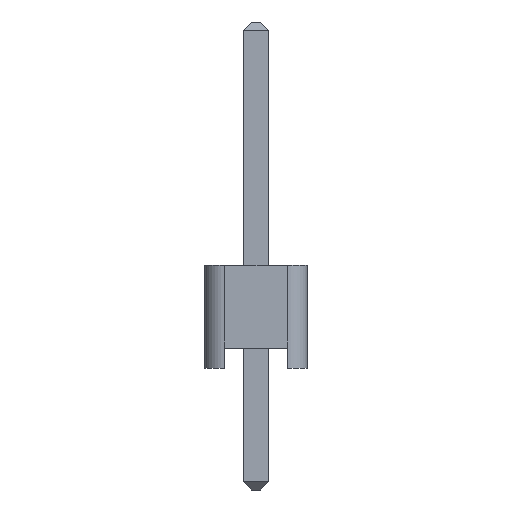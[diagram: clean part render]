
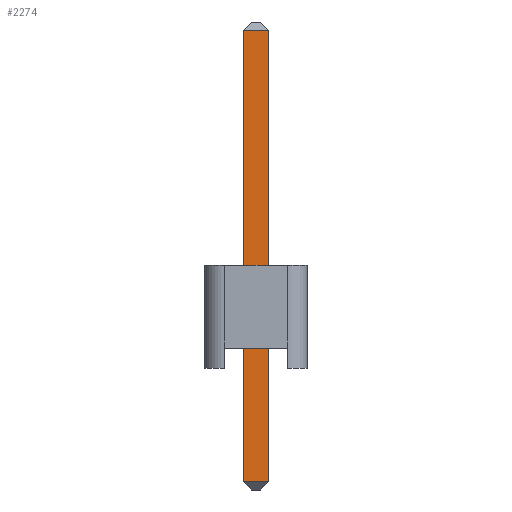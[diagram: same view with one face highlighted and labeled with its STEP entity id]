
A CAD part, left-side view. The second image highlights one B-rep face of the part: STEP entity #2274.
In plain terms, the highlighted planar face has unit normal (-1, 0, 0).
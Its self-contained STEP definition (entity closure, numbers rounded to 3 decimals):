
#2158 = EDGE_CURVE('',#2159,#2161,#2163,.T.);
#2159 = VERTEX_POINT('',#2160);
#2160 = CARTESIAN_POINT('',(-0.32,0.32,0.2));
#2161 = VERTEX_POINT('',#2162);
#2162 = CARTESIAN_POINT('',(-0.32,0.32,11.34));
#2163 = SURFACE_CURVE('',#2164,(#2168,#2180),.PCURVE_S1.);
#2164 = LINE('',#2165,#2166);
#2165 = CARTESIAN_POINT('',(-0.32,0.32,0.));
#2166 = VECTOR('',#2167,1.);
#2167 = DIRECTION('',(0.,0.,1.));
#2168 = PCURVE('',#2169,#2174);
#2169 = PLANE('',#2170);
#2170 = AXIS2_PLACEMENT_3D('',#2171,#2172,#2173);
#2171 = CARTESIAN_POINT('',(-0.32,0.32,0.));
#2172 = DIRECTION('',(0.,1.,0.));
#2173 = DIRECTION('',(1.,0.,0.));
#2174 = DEFINITIONAL_REPRESENTATION('',(#2175),#2179);
#2175 = LINE('',#2176,#2177);
#2176 = CARTESIAN_POINT('',(0.,0.));
#2177 = VECTOR('',#2178,1.);
#2178 = DIRECTION('',(0.,-1.));
#2179 = ( GEOMETRIC_REPRESENTATION_CONTEXT(2) 
PARAMETRIC_REPRESENTATION_CONTEXT() REPRESENTATION_CONTEXT('2D SPACE',''
  ) );
#2180 = PCURVE('',#2181,#2186);
#2181 = PLANE('',#2182);
#2182 = AXIS2_PLACEMENT_3D('',#2183,#2184,#2185);
#2183 = CARTESIAN_POINT('',(-0.32,-0.32,0.));
#2184 = DIRECTION('',(-1.,0.,0.));
#2185 = DIRECTION('',(0.,1.,0.));
#2186 = DEFINITIONAL_REPRESENTATION('',(#2187),#2191);
#2187 = LINE('',#2188,#2189);
#2188 = CARTESIAN_POINT('',(0.64,0.));
#2189 = VECTOR('',#2190,1.);
#2190 = DIRECTION('',(0.,-1.));
#2191 = ( GEOMETRIC_REPRESENTATION_CONTEXT(2) 
PARAMETRIC_REPRESENTATION_CONTEXT() REPRESENTATION_CONTEXT('2D SPACE',''
  ) );
#2274 = ADVANCED_FACE('',(#2275),#2181,.T.);
#2275 = FACE_BOUND('',#2276,.T.);
#2276 = EDGE_LOOP('',(#2277,#2307,#2333,#2334));
#2277 = ORIENTED_EDGE('',*,*,#2278,.T.);
#2278 = EDGE_CURVE('',#2279,#2281,#2283,.T.);
#2279 = VERTEX_POINT('',#2280);
#2280 = CARTESIAN_POINT('',(-0.32,-0.32,0.2));
#2281 = VERTEX_POINT('',#2282);
#2282 = CARTESIAN_POINT('',(-0.32,-0.32,11.34));
#2283 = SURFACE_CURVE('',#2284,(#2288,#2295),.PCURVE_S1.);
#2284 = LINE('',#2285,#2286);
#2285 = CARTESIAN_POINT('',(-0.32,-0.32,0.));
#2286 = VECTOR('',#2287,1.);
#2287 = DIRECTION('',(0.,0.,1.));
#2288 = PCURVE('',#2181,#2289);
#2289 = DEFINITIONAL_REPRESENTATION('',(#2290),#2294);
#2290 = LINE('',#2291,#2292);
#2291 = CARTESIAN_POINT('',(0.,0.));
#2292 = VECTOR('',#2293,1.);
#2293 = DIRECTION('',(0.,-1.));
#2294 = ( GEOMETRIC_REPRESENTATION_CONTEXT(2) 
PARAMETRIC_REPRESENTATION_CONTEXT() REPRESENTATION_CONTEXT('2D SPACE',''
  ) );
#2295 = PCURVE('',#2296,#2301);
#2296 = PLANE('',#2297);
#2297 = AXIS2_PLACEMENT_3D('',#2298,#2299,#2300);
#2298 = CARTESIAN_POINT('',(0.32,-0.32,0.));
#2299 = DIRECTION('',(0.,-1.,0.));
#2300 = DIRECTION('',(-1.,0.,0.));
#2301 = DEFINITIONAL_REPRESENTATION('',(#2302),#2306);
#2302 = LINE('',#2303,#2304);
#2303 = CARTESIAN_POINT('',(0.64,0.));
#2304 = VECTOR('',#2305,1.);
#2305 = DIRECTION('',(0.,-1.));
#2306 = ( GEOMETRIC_REPRESENTATION_CONTEXT(2) 
PARAMETRIC_REPRESENTATION_CONTEXT() REPRESENTATION_CONTEXT('2D SPACE',''
  ) );
#2307 = ORIENTED_EDGE('',*,*,#2308,.T.);
#2308 = EDGE_CURVE('',#2281,#2161,#2309,.T.);
#2309 = SURFACE_CURVE('',#2310,(#2314,#2321),.PCURVE_S1.);
#2310 = LINE('',#2311,#2312);
#2311 = CARTESIAN_POINT('',(-0.32,-0.32,11.34));
#2312 = VECTOR('',#2313,1.);
#2313 = DIRECTION('',(0.,1.,0.));
#2314 = PCURVE('',#2181,#2315);
#2315 = DEFINITIONAL_REPRESENTATION('',(#2316),#2320);
#2316 = LINE('',#2317,#2318);
#2317 = CARTESIAN_POINT('',(0.,-11.34));
#2318 = VECTOR('',#2319,1.);
#2319 = DIRECTION('',(1.,0.));
#2320 = ( GEOMETRIC_REPRESENTATION_CONTEXT(2) 
PARAMETRIC_REPRESENTATION_CONTEXT() REPRESENTATION_CONTEXT('2D SPACE',''
  ) );
#2321 = PCURVE('',#2322,#2327);
#2322 = PLANE('',#2323);
#2323 = AXIS2_PLACEMENT_3D('',#2324,#2325,#2326);
#2324 = CARTESIAN_POINT('',(-0.22,-0.32,11.44));
#2325 = DIRECTION('',(0.707,0.,-0.707
    ));
#2326 = DIRECTION('',(0.,1.,0.));
#2327 = DEFINITIONAL_REPRESENTATION('',(#2328),#2332);
#2328 = LINE('',#2329,#2330);
#2329 = CARTESIAN_POINT('',(0.,-0.141));
#2330 = VECTOR('',#2331,1.);
#2331 = DIRECTION('',(1.,0.));
#2332 = ( GEOMETRIC_REPRESENTATION_CONTEXT(2) 
PARAMETRIC_REPRESENTATION_CONTEXT() REPRESENTATION_CONTEXT('2D SPACE',''
  ) );
#2333 = ORIENTED_EDGE('',*,*,#2158,.F.);
#2334 = ORIENTED_EDGE('',*,*,#2335,.F.);
#2335 = EDGE_CURVE('',#2279,#2159,#2336,.T.);
#2336 = SURFACE_CURVE('',#2337,(#2341,#2348),.PCURVE_S1.);
#2337 = LINE('',#2338,#2339);
#2338 = CARTESIAN_POINT('',(-0.32,-0.32,0.2));
#2339 = VECTOR('',#2340,1.);
#2340 = DIRECTION('',(0.,1.,0.));
#2341 = PCURVE('',#2181,#2342);
#2342 = DEFINITIONAL_REPRESENTATION('',(#2343),#2347);
#2343 = LINE('',#2344,#2345);
#2344 = CARTESIAN_POINT('',(0.,-0.2));
#2345 = VECTOR('',#2346,1.);
#2346 = DIRECTION('',(1.,0.));
#2347 = ( GEOMETRIC_REPRESENTATION_CONTEXT(2) 
PARAMETRIC_REPRESENTATION_CONTEXT() REPRESENTATION_CONTEXT('2D SPACE',''
  ) );
#2348 = PCURVE('',#2349,#2354);
#2349 = PLANE('',#2350);
#2350 = AXIS2_PLACEMENT_3D('',#2351,#2352,#2353);
#2351 = CARTESIAN_POINT('',(-0.22,-0.32,0.1));
#2352 = DIRECTION('',(-0.707,0.,-0.707));
#2353 = DIRECTION('',(0.,1.,0.));
#2354 = DEFINITIONAL_REPRESENTATION('',(#2355),#2359);
#2355 = LINE('',#2356,#2357);
#2356 = CARTESIAN_POINT('',(0.,-0.141));
#2357 = VECTOR('',#2358,1.);
#2358 = DIRECTION('',(1.,0.));
#2359 = ( GEOMETRIC_REPRESENTATION_CONTEXT(2) 
PARAMETRIC_REPRESENTATION_CONTEXT() REPRESENTATION_CONTEXT('2D SPACE',''
  ) );
